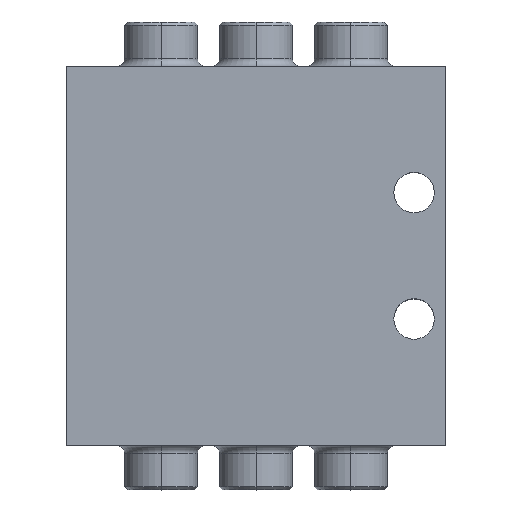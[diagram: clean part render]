
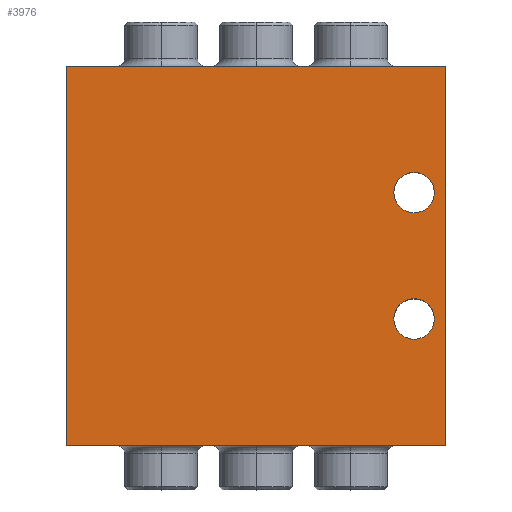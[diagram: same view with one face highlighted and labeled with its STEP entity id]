
A CAD part, top view. The second image highlights one B-rep face of the part: STEP entity #3976.
In plain terms, the highlighted planar face has unit normal (0, 0, 1).
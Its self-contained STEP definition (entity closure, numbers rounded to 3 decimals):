
#31 = LINE ( 'NONE', #1860, #1017 ) ;
#174 = EDGE_CURVE ( 'NONE', #1357, #562, #2559, .T. ) ;
#418 = CARTESIAN_POINT ( 'NONE',  ( 30., 30., 30. ) ) ;
#543 = EDGE_CURVE ( 'NONE', #562, #1357, #759, .T. ) ;
#562 = VERTEX_POINT ( 'NONE', #758 ) ;
#589 = EDGE_CURVE ( 'NONE', #3617, #2333, #2864, .T. ) ;
#660 = DIRECTION ( 'NONE',  ( 0., 0., 1. ) ) ;
#700 = EDGE_CURVE ( 'NONE', #1420, #1301, #31, .T. ) ;
#756 = ORIENTED_EDGE ( 'NONE', *, *, #3987, .T. ) ;
#758 = CARTESIAN_POINT ( 'NONE',  ( 21.8, -10., 30. ) ) ;
#759 = CIRCLE ( 'NONE', #934, 3.2 ) ;
#763 = ORIENTED_EDGE ( 'NONE', *, *, #4186, .F. ) ;
#772 = ORIENTED_EDGE ( 'NONE', *, *, #3009, .F. ) ;
#873 = EDGE_LOOP ( 'NONE', ( #1708, #3220 ) ) ;
#907 = DIRECTION ( 'NONE',  ( 1., 0., 0. ) ) ;
#918 = VERTEX_POINT ( 'NONE', #1338 ) ;
#923 = PLANE ( 'NONE',  #2425 ) ;
#934 = AXIS2_PLACEMENT_3D ( 'NONE', #3677, #1088, #2094 ) ;
#1017 = VECTOR ( 'NONE', #2156, 1000. ) ;
#1074 = ORIENTED_EDGE ( 'NONE', *, *, #700, .T. ) ;
#1088 = DIRECTION ( 'NONE',  ( 0., 0., 1. ) ) ;
#1118 = VECTOR ( 'NONE', #3078, 1000. ) ;
#1146 = CIRCLE ( 'NONE', #2812, 3.2 ) ;
#1192 = CARTESIAN_POINT ( 'NONE',  ( -30., -30., 30. ) ) ;
#1230 = CARTESIAN_POINT ( 'NONE',  ( 21.8, 10., 30. ) ) ;
#1240 = DIRECTION ( 'NONE',  ( 0., 0., 1. ) ) ;
#1301 = VERTEX_POINT ( 'NONE', #418 ) ;
#1320 = CARTESIAN_POINT ( 'NONE',  ( -30., 30., 30. ) ) ;
#1338 = CARTESIAN_POINT ( 'NONE',  ( 28.2, 10., 30. ) ) ;
#1357 = VERTEX_POINT ( 'NONE', #2026 ) ;
#1420 = VERTEX_POINT ( 'NONE', #3402 ) ;
#1539 = DIRECTION ( 'NONE',  ( 0., 0., 1. ) ) ;
#1655 = CARTESIAN_POINT ( 'NONE',  ( 25., 10., 30. ) ) ;
#1708 = ORIENTED_EDGE ( 'NONE', *, *, #174, .F. ) ;
#1746 = LINE ( 'NONE', #1192, #3613 ) ;
#1748 = CARTESIAN_POINT ( 'NONE',  ( -30., 30., 30. ) ) ;
#1860 = CARTESIAN_POINT ( 'NONE',  ( 30., 30., 30. ) ) ;
#1876 = DIRECTION ( 'NONE',  ( 1., 0., 0. ) ) ;
#1883 = EDGE_LOOP ( 'NONE', ( #3484, #756, #1074, #3377 ) ) ;
#2026 = CARTESIAN_POINT ( 'NONE',  ( 28.2, -10., 30. ) ) ;
#2094 = DIRECTION ( 'NONE',  ( 1., 0., 0. ) ) ;
#2156 = DIRECTION ( 'NONE',  ( 0., 1., 0. ) ) ;
#2241 = EDGE_CURVE ( 'NONE', #1301, #3617, #4046, .T. ) ;
#2254 = CARTESIAN_POINT ( 'NONE',  ( 25., -10., 30. ) ) ;
#2314 = FACE_BOUND ( 'NONE', #4076, .T. ) ;
#2333 = VERTEX_POINT ( 'NONE', #3498 ) ;
#2425 = AXIS2_PLACEMENT_3D ( 'NONE', #3521, #1240, #1876 ) ;
#2559 = CIRCLE ( 'NONE', #2958, 3.2 ) ;
#2605 = FACE_OUTER_BOUND ( 'NONE', #1883, .T. ) ;
#2812 = AXIS2_PLACEMENT_3D ( 'NONE', #4196, #3896, #3885 ) ;
#2823 = AXIS2_PLACEMENT_3D ( 'NONE', #1655, #660, #2874 ) ;
#2864 = LINE ( 'NONE', #1748, #1118 ) ;
#2874 = DIRECTION ( 'NONE',  ( 1., 0., 0. ) ) ;
#2958 = AXIS2_PLACEMENT_3D ( 'NONE', #2254, #1539, #4174 ) ;
#3009 = EDGE_CURVE ( 'NONE', #3584, #918, #1146, .T. ) ;
#3078 = DIRECTION ( 'NONE',  ( 0., -1., 0. ) ) ;
#3199 = VECTOR ( 'NONE', #3411, 1000. ) ;
#3220 = ORIENTED_EDGE ( 'NONE', *, *, #543, .F. ) ;
#3377 = ORIENTED_EDGE ( 'NONE', *, *, #2241, .T. ) ;
#3402 = CARTESIAN_POINT ( 'NONE',  ( 30., -30., 30. ) ) ;
#3411 = DIRECTION ( 'NONE',  ( -1., 0., 0. ) ) ;
#3484 = ORIENTED_EDGE ( 'NONE', *, *, #589, .T. ) ;
#3498 = CARTESIAN_POINT ( 'NONE',  ( -30., -30., 30. ) ) ;
#3521 = CARTESIAN_POINT ( 'NONE',  ( -30., -30., 30. ) ) ;
#3584 = VERTEX_POINT ( 'NONE', #1230 ) ;
#3613 = VECTOR ( 'NONE', #907, 1000. ) ;
#3617 = VERTEX_POINT ( 'NONE', #1320 ) ;
#3677 = CARTESIAN_POINT ( 'NONE',  ( 25., -10., 30. ) ) ;
#3863 = FACE_BOUND ( 'NONE', #873, .T. ) ;
#3885 = DIRECTION ( 'NONE',  ( 1., 0., 0. ) ) ;
#3896 = DIRECTION ( 'NONE',  ( 0., 0., 1. ) ) ;
#3899 = CIRCLE ( 'NONE', #2823, 3.2 ) ;
#3912 = CARTESIAN_POINT ( 'NONE',  ( -30., 30., 30. ) ) ;
#3976 = ADVANCED_FACE ( 'NONE', ( #3863, #2314, #2605 ), #923, .T. ) ;
#3987 = EDGE_CURVE ( 'NONE', #2333, #1420, #1746, .T. ) ;
#4046 = LINE ( 'NONE', #3912, #3199 ) ;
#4076 = EDGE_LOOP ( 'NONE', ( #763, #772 ) ) ;
#4174 = DIRECTION ( 'NONE',  ( 1., 0., 0. ) ) ;
#4186 = EDGE_CURVE ( 'NONE', #918, #3584, #3899, .T. ) ;
#4196 = CARTESIAN_POINT ( 'NONE',  ( 25., 10., 30. ) ) ;
